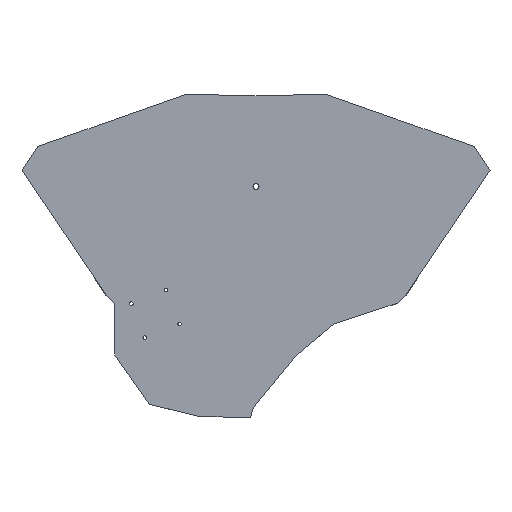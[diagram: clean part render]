
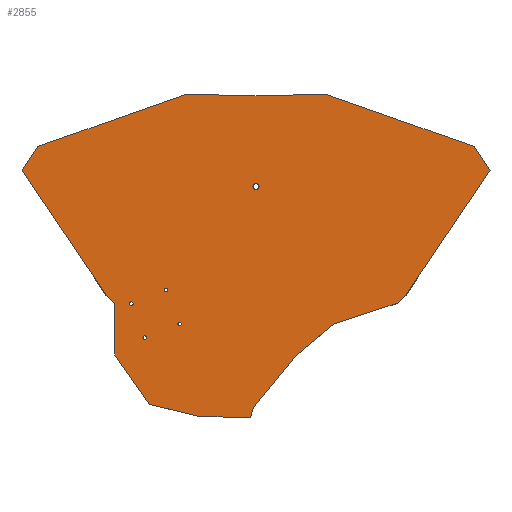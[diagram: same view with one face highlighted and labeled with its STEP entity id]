
A CAD part, top view. The second image highlights one B-rep face of the part: STEP entity #2855.
In plain terms, the highlighted planar face has unit normal (0, 0, 1).
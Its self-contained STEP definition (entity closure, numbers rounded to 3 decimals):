
#41=FACE_BOUND('',#455,.T.);
#42=FACE_BOUND('',#456,.T.);
#43=FACE_BOUND('',#457,.T.);
#44=FACE_BOUND('',#458,.T.);
#45=FACE_BOUND('',#459,.T.);
#71=CIRCLE('',#2917,1.05);
#74=CIRCLE('',#2924,1.05);
#77=CIRCLE('',#2930,1.05);
#80=CIRCLE('',#2936,1.05);
#95=CIRCLE('',#3072,1.75);
#274=FACE_OUTER_BOUND('',#454,.T.);
#454=EDGE_LOOP('',(#2550,#2551,#2552,#2553,#2554,#2555,#2556,#2557,#2558,
#2559,#2560,#2561,#2562,#2563,#2564,#2565,#2566,#2567));
#455=EDGE_LOOP('',(#2568));
#456=EDGE_LOOP('',(#2569));
#457=EDGE_LOOP('',(#2570));
#458=EDGE_LOOP('',(#2571));
#459=EDGE_LOOP('',(#2572));
#550=LINE('',#4126,#891);
#553=LINE('',#4131,#894);
#555=LINE('',#4135,#896);
#557=LINE('',#4140,#898);
#560=LINE('',#4145,#901);
#562=LINE('',#4149,#903);
#564=LINE('',#4153,#905);
#566=LINE('',#4156,#907);
#726=LINE('',#4475,#1067);
#778=LINE('',#4578,#1119);
#780=LINE('',#4582,#1121);
#782=LINE('',#4586,#1123);
#784=LINE('',#4590,#1125);
#785=LINE('',#4592,#1126);
#787=LINE('',#4596,#1128);
#789=LINE('',#4600,#1130);
#791=LINE('',#4604,#1132);
#792=LINE('',#4606,#1133);
#891=VECTOR('',#3390,10.);
#894=VECTOR('',#3395,10.);
#896=VECTOR('',#3399,10.);
#898=VECTOR('',#3403,10.);
#901=VECTOR('',#3408,10.);
#903=VECTOR('',#3412,10.);
#905=VECTOR('',#3416,10.);
#907=VECTOR('',#3420,10.);
#1067=VECTOR('',#3666,10.);
#1119=VECTOR('',#3760,10.);
#1121=VECTOR('',#3764,10.);
#1123=VECTOR('',#3768,10.);
#1125=VECTOR('',#3772,10.);
#1126=VECTOR('',#3775,10.);
#1128=VECTOR('',#3779,10.);
#1130=VECTOR('',#3783,10.);
#1132=VECTOR('',#3787,10.);
#1133=VECTOR('',#3790,10.);
#1194=VERTEX_POINT('',#3964);
#1197=VERTEX_POINT('',#3976);
#1200=VERTEX_POINT('',#3987);
#1203=VERTEX_POINT('',#3998);
#1238=VERTEX_POINT('',#4124);
#1239=VERTEX_POINT('',#4125);
#1240=VERTEX_POINT('',#4130);
#1241=VERTEX_POINT('',#4134);
#1242=VERTEX_POINT('',#4138);
#1243=VERTEX_POINT('',#4139);
#1244=VERTEX_POINT('',#4144);
#1245=VERTEX_POINT('',#4148);
#1246=VERTEX_POINT('',#4152);
#1361=VERTEX_POINT('',#4472);
#1362=VERTEX_POINT('',#4474);
#1392=VERTEX_POINT('',#4576);
#1393=VERTEX_POINT('',#4580);
#1394=VERTEX_POINT('',#4584);
#1395=VERTEX_POINT('',#4588);
#1396=VERTEX_POINT('',#4594);
#1397=VERTEX_POINT('',#4598);
#1398=VERTEX_POINT('',#4602);
#1399=VERTEX_POINT('',#4625);
#1465=EDGE_CURVE('',#1194,#1194,#71,.T.);
#1470=EDGE_CURVE('',#1197,#1197,#74,.T.);
#1475=EDGE_CURVE('',#1200,#1200,#77,.T.);
#1480=EDGE_CURVE('',#1203,#1203,#80,.T.);
#1538=EDGE_CURVE('',#1238,#1239,#550,.T.);
#1541=EDGE_CURVE('',#1239,#1240,#553,.T.);
#1543=EDGE_CURVE('',#1241,#1240,#555,.T.);
#1545=EDGE_CURVE('',#1242,#1243,#557,.T.);
#1548=EDGE_CURVE('',#1243,#1244,#560,.T.);
#1550=EDGE_CURVE('',#1245,#1244,#562,.T.);
#1552=EDGE_CURVE('',#1246,#1245,#564,.T.);
#1554=EDGE_CURVE('',#1246,#1238,#566,.T.);
#1714=EDGE_CURVE('',#1362,#1361,#726,.T.);
#1767=EDGE_CURVE('',#1241,#1392,#778,.T.);
#1769=EDGE_CURVE('',#1392,#1393,#780,.T.);
#1771=EDGE_CURVE('',#1393,#1394,#782,.T.);
#1773=EDGE_CURVE('',#1394,#1395,#784,.T.);
#1774=EDGE_CURVE('',#1395,#1362,#785,.T.);
#1776=EDGE_CURVE('',#1361,#1396,#787,.T.);
#1778=EDGE_CURVE('',#1396,#1397,#789,.T.);
#1780=EDGE_CURVE('',#1397,#1398,#791,.T.);
#1781=EDGE_CURVE('',#1398,#1242,#792,.T.);
#1789=EDGE_CURVE('',#1399,#1399,#95,.T.);
#2550=ORIENTED_EDGE('',*,*,#1767,.T.);
#2551=ORIENTED_EDGE('',*,*,#1769,.T.);
#2552=ORIENTED_EDGE('',*,*,#1771,.T.);
#2553=ORIENTED_EDGE('',*,*,#1773,.T.);
#2554=ORIENTED_EDGE('',*,*,#1774,.T.);
#2555=ORIENTED_EDGE('',*,*,#1714,.T.);
#2556=ORIENTED_EDGE('',*,*,#1776,.T.);
#2557=ORIENTED_EDGE('',*,*,#1778,.T.);
#2558=ORIENTED_EDGE('',*,*,#1780,.T.);
#2559=ORIENTED_EDGE('',*,*,#1781,.T.);
#2560=ORIENTED_EDGE('',*,*,#1545,.T.);
#2561=ORIENTED_EDGE('',*,*,#1548,.T.);
#2562=ORIENTED_EDGE('',*,*,#1550,.F.);
#2563=ORIENTED_EDGE('',*,*,#1552,.F.);
#2564=ORIENTED_EDGE('',*,*,#1554,.T.);
#2565=ORIENTED_EDGE('',*,*,#1538,.T.);
#2566=ORIENTED_EDGE('',*,*,#1541,.T.);
#2567=ORIENTED_EDGE('',*,*,#1543,.F.);
#2568=ORIENTED_EDGE('',*,*,#1470,.T.);
#2569=ORIENTED_EDGE('',*,*,#1475,.T.);
#2570=ORIENTED_EDGE('',*,*,#1480,.T.);
#2571=ORIENTED_EDGE('',*,*,#1465,.T.);
#2572=ORIENTED_EDGE('',*,*,#1789,.T.);
#2701=PLANE('',#3073);
#2855=ADVANCED_FACE('',(#274,#41,#42,#43,#44,#45),#2701,.T.);
#2917=AXIS2_PLACEMENT_3D('',#3966,#3210,#3211);
#2924=AXIS2_PLACEMENT_3D('',#3978,#3226,#3227);
#2930=AXIS2_PLACEMENT_3D('',#3989,#3240,#3241);
#2936=AXIS2_PLACEMENT_3D('',#4000,#3254,#3255);
#3072=AXIS2_PLACEMENT_3D('',#4626,#3820,#3821);
#3073=AXIS2_PLACEMENT_3D('',#4628,#3823,#3824);
#3210=DIRECTION('center_axis',(0.,0.,-1.));
#3211=DIRECTION('ref_axis',(1.,0.,0.));
#3226=DIRECTION('center_axis',(0.,0.,-1.));
#3227=DIRECTION('ref_axis',(1.,0.,0.));
#3240=DIRECTION('center_axis',(0.,0.,-1.));
#3241=DIRECTION('ref_axis',(1.,0.,0.));
#3254=DIRECTION('center_axis',(0.,0.,-1.));
#3255=DIRECTION('ref_axis',(1.,0.,0.));
#3390=DIRECTION('',(0.636,0.772,0.));
#3395=DIRECTION('',(0.767,0.642,0.));
#3399=DIRECTION('',(-0.95,-0.312,0.));
#3403=DIRECTION('',(0.,-1.,0.));
#3408=DIRECTION('',(0.574,-0.819,0.));
#3412=DIRECTION('',(-0.972,0.236,0.));
#3416=DIRECTION('',(-1.,0.029,0.));
#3420=DIRECTION('',(0.259,0.966,0.));
#3666=DIRECTION('',(-1.,0.025,0.));
#3760=DIRECTION('',(0.732,0.681,0.));
#3764=DIRECTION('',(0.56,0.829,0.));
#3768=DIRECTION('',(-0.549,0.836,0.));
#3772=DIRECTION('',(-0.943,0.333,0.));
#3775=DIRECTION('',(-1.,-0.025,0.));
#3779=DIRECTION('',(-0.943,-0.333,0.));
#3783=DIRECTION('',(-0.549,-0.836,0.));
#3787=DIRECTION('',(0.56,-0.829,0.));
#3790=DIRECTION('',(0.732,-0.681,0.));
#3820=DIRECTION('center_axis',(0.,0.,-1.));
#3821=DIRECTION('ref_axis',(-1.,0.,0.));
#3823=DIRECTION('center_axis',(0.,0.,1.));
#3824=DIRECTION('ref_axis',(1.,0.,0.));
#3964=CARTESIAN_POINT('',(-73.423,-16.64,3.));
#3966=CARTESIAN_POINT('Origin',(-72.373,-16.64,3.));
#3976=CARTESIAN_POINT('',(-53.207,-8.67,3.));
#3978=CARTESIAN_POINT('Origin',(-52.157,-8.67,3.));
#3987=CARTESIAN_POINT('',(-65.641,-36.388,3.));
#3989=CARTESIAN_POINT('Origin',(-64.591,-36.388,3.));
#3998=CARTESIAN_POINT('',(-45.424,-28.421,3.));
#4000=CARTESIAN_POINT('Origin',(-44.374,-28.421,3.));
#4124=CARTESIAN_POINT('',(-1.515,-76.887,3.));
#4125=CARTESIAN_POINT('',(23.385,-46.686,3.));
#4126=CARTESIAN_POINT('',(-1.515,-76.887,3.));
#4130=CARTESIAN_POINT('',(45.05,-28.559,3.));
#4131=CARTESIAN_POINT('',(1.72,-64.813,3.));
#4134=CARTESIAN_POINT('',(81.909,-16.453,3.));
#4135=CARTESIAN_POINT('',(81.909,-16.453,3.));
#4138=CARTESIAN_POINT('',(-81.909,-16.453,3.));
#4139=CARTESIAN_POINT('',(-81.909,-46.453,3.));
#4140=CARTESIAN_POINT('',(-81.909,-16.453,3.));
#4144=CARTESIAN_POINT('',(-61.834,-75.123,3.));
#4145=CARTESIAN_POINT('',(-81.909,-46.453,3.));
#4148=CARTESIAN_POINT('',(-33.292,-82.042,3.));
#4149=CARTESIAN_POINT('',(-33.292,-82.042,3.));
#4152=CARTESIAN_POINT('',(-3.133,-82.924,3.));
#4153=CARTESIAN_POINT('',(-3.133,-82.924,3.));
#4156=CARTESIAN_POINT('',(-4.75,-88.961,3.));
#4472=CARTESIAN_POINT('',(-40.522,105.,3.));
#4474=CARTESIAN_POINT('',(0.,104.,3.));
#4475=CARTESIAN_POINT('',(0.,104.,3.));
#4576=CARTESIAN_POINT('',(87.138,-11.592,3.));
#4578=CARTESIAN_POINT('',(87.138,-11.592,3.));
#4580=CARTESIAN_POINT('',(135.88,60.539,3.));
#4582=CARTESIAN_POINT('',(135.88,60.539,3.));
#4584=CARTESIAN_POINT('',(126.654,74.602,3.));
#4586=CARTESIAN_POINT('',(126.654,74.602,3.));
#4588=CARTESIAN_POINT('',(40.522,105.,3.));
#4590=CARTESIAN_POINT('',(40.522,105.,3.));
#4592=CARTESIAN_POINT('',(0.,104.,3.));
#4594=CARTESIAN_POINT('',(-126.654,74.602,3.));
#4596=CARTESIAN_POINT('',(-40.522,105.,3.));
#4598=CARTESIAN_POINT('',(-135.88,60.539,3.));
#4600=CARTESIAN_POINT('',(-126.654,74.602,3.));
#4602=CARTESIAN_POINT('',(-87.138,-11.592,3.));
#4604=CARTESIAN_POINT('',(-135.88,60.539,3.));
#4606=CARTESIAN_POINT('',(-87.138,-11.592,3.));
#4625=CARTESIAN_POINT('',(1.75,51.5,3.));
#4626=CARTESIAN_POINT('Origin',(0.,51.5,3.));
#4628=CARTESIAN_POINT('Origin',(0.,43.774,3.));
